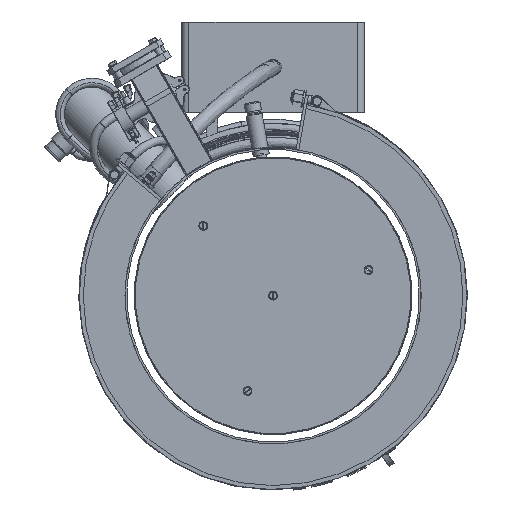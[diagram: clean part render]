
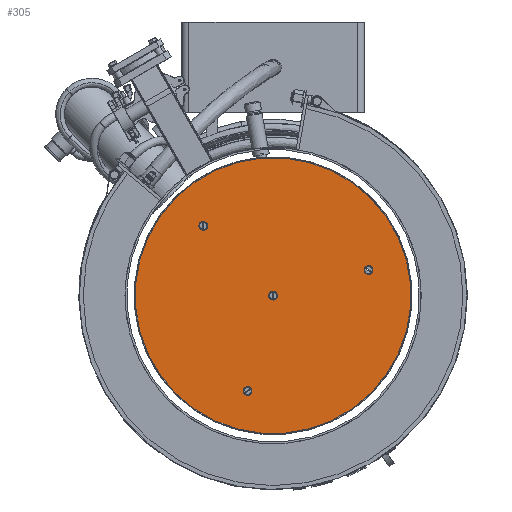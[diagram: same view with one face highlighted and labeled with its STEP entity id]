
A CAD part, front view. The second image highlights one B-rep face of the part: STEP entity #305.
In plain terms, the highlighted planar face has unit normal (0, -1, 0).
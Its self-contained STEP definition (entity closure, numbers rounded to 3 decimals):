
#305=ADVANCED_FACE('',(#2448,#2450,#2452,#2454,#2456),#2458,.T.);
#2448=FACE_BOUND('',#2449,.T.);
#2449=EDGE_LOOP('',(#26655));
#2450=FACE_BOUND('',#2451,.T.);
#2451=EDGE_LOOP('',(#26656));
#2452=FACE_BOUND('',#2453,.T.);
#2453=EDGE_LOOP('',(#26657));
#2454=FACE_BOUND('',#2455,.T.);
#2455=EDGE_LOOP('',(#26658));
#2456=FACE_BOUND('',#2457,.T.);
#2457=EDGE_LOOP('',(#26659));
#2458=PLANE('',#2459);
#2459=AXIS2_PLACEMENT_3D('',#2460,#2461,#2462);
#2460=CARTESIAN_POINT('',(0.,-337.5,0.));
#2461=DIRECTION('',(0.,-1.,0.));
#2462=DIRECTION('',(-0.966,0.,0.259));
#26655=ORIENTED_EDGE('',*,*,#31053,.F.);
#26656=ORIENTED_EDGE('',*,*,#31054,.T.);
#26657=ORIENTED_EDGE('',*,*,#31055,.T.);
#26658=ORIENTED_EDGE('',*,*,#31056,.T.);
#26659=ORIENTED_EDGE('',*,*,#31057,.T.);
#31053=EDGE_CURVE('',#34235,#34235,#34236,.T.);
#31054=EDGE_CURVE('',#34237,#34237,#34238,.T.);
#31055=EDGE_CURVE('',#34239,#34239,#34240,.T.);
#31056=EDGE_CURVE('',#34241,#34241,#34242,.T.);
#31057=EDGE_CURVE('',#34243,#34243,#34244,.T.);
#34235=VERTEX_POINT('',#43821);
#34236=CIRCLE('',#43822,188.5);
#34237=VERTEX_POINT('',#43826);
#34238=CIRCLE('',#43827,3.5);
#34239=VERTEX_POINT('',#43831);
#34240=CIRCLE('',#43832,3.5);
#34241=VERTEX_POINT('',#43836);
#34242=CIRCLE('',#43837,3.5);
#34243=VERTEX_POINT('',#43841);
#34244=CIRCLE('',#43842,3.5);
#43821=CARTESIAN_POINT('',(-48.787,-337.5,-182.077));
#43822=AXIS2_PLACEMENT_3D('',#43823,#43824,#43825);
#43823=CARTESIAN_POINT('',(0.,-337.5,0.));
#43824=DIRECTION('',(0.,1.,0.));
#43825=DIRECTION('',(0.259,0.,0.966));
#43826=CARTESIAN_POINT('',(129.494,-337.5,38.321));
#43827=AXIS2_PLACEMENT_3D('',#43828,#43829,#43830);
#43828=CARTESIAN_POINT('',(130.4,-337.5,34.941));
#43829=DIRECTION('',(0.,1.,0.));
#43830=DIRECTION('',(-0.259,0.,0.966));
#43831=CARTESIAN_POINT('',(-97.934,-337.5,92.985));
#43832=AXIS2_PLACEMENT_3D('',#43833,#43834,#43835);
#43833=CARTESIAN_POINT('',(-95.459,-337.5,95.459));
#43834=DIRECTION('',(0.,1.,0.));
#43835=DIRECTION('',(-0.707,0.,-0.707));
#43836=CARTESIAN_POINT('',(3.381,-337.5,-0.906));
#43837=AXIS2_PLACEMENT_3D('',#43838,#43839,#43840);
#43838=CARTESIAN_POINT('',(0.,-337.5,0.));
#43839=DIRECTION('',(0.,1.,0.));
#43840=DIRECTION('',(0.966,0.,-0.259));
#43841=CARTESIAN_POINT('',(-31.56,-337.5,-131.306));
#43842=AXIS2_PLACEMENT_3D('',#43843,#43844,#43845);
#43843=CARTESIAN_POINT('',(-34.941,-337.5,-130.4));
#43844=DIRECTION('',(0.,1.,0.));
#43845=DIRECTION('',(0.966,0.,-0.259));
